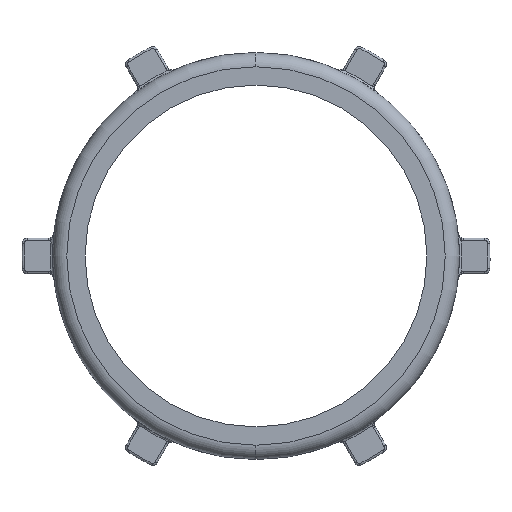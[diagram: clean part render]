
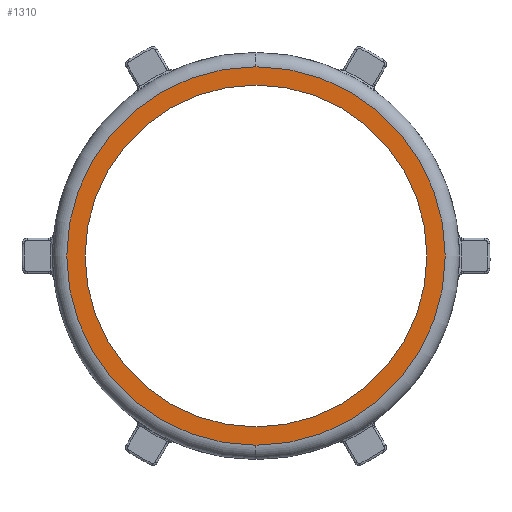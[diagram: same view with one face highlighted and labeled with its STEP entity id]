
A CAD part, left-side view. The second image highlights one B-rep face of the part: STEP entity #1310.
In plain terms, the highlighted planar face has unit normal (-1, 0, 0).
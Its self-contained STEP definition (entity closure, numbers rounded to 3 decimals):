
#93 = CARTESIAN_POINT ( 'NONE',  ( -2.18, 16.8, 0. ) ) ;
#202 = AXIS2_PLACEMENT_3D ( 'NONE', #3944, #3301, #3985 ) ;
#310 = DIRECTION ( 'NONE',  ( -1., 0., 0. ) ) ;
#311 = VERTEX_POINT ( 'NONE', #2428 ) ;
#347 = EDGE_CURVE ( 'NONE', #3116, #3214, #2074, .T. ) ;
#830 = DIRECTION ( 'NONE',  ( 0., 0., 1. ) ) ;
#855 = AXIS2_PLACEMENT_3D ( 'NONE', #4027, #310, #3027 ) ;
#982 = CARTESIAN_POINT ( 'NONE',  ( -2.18, 0., -18.6 ) ) ;
#1024 = EDGE_CURVE ( 'NONE', #1964, #311, #3900, .T. ) ;
#1094 = CARTESIAN_POINT ( 'NONE',  ( -2.18, 0., 0. ) ) ;
#1245 = EDGE_LOOP ( 'NONE', ( #2452, #4208 ) ) ;
#1310 = ADVANCED_FACE ( 'NONE', ( #1509, #4253 ), #4170, .F. ) ;
#1453 = EDGE_CURVE ( 'NONE', #3214, #3116, #2337, .T. ) ;
#1467 = DIRECTION ( 'NONE',  ( 0., 0., -1. ) ) ;
#1509 = FACE_BOUND ( 'NONE', #2512, .T. ) ;
#1634 = AXIS2_PLACEMENT_3D ( 'NONE', #1094, #2786, #2488 ) ;
#1964 = VERTEX_POINT ( 'NONE', #4243 ) ;
#1983 = AXIS2_PLACEMENT_3D ( 'NONE', #2555, #2600, #830 ) ;
#2074 = CIRCLE ( 'NONE', #855, 18.6 ) ;
#2172 = EDGE_CURVE ( 'NONE', #311, #1964, #3142, .T. ) ;
#2337 = CIRCLE ( 'NONE', #202, 18.6 ) ;
#2428 = CARTESIAN_POINT ( 'NONE',  ( -2.18, 0., 16.8 ) ) ;
#2452 = ORIENTED_EDGE ( 'NONE', *, *, #347, .T. ) ;
#2488 = DIRECTION ( 'NONE',  ( 0., 0., 1. ) ) ;
#2512 = EDGE_LOOP ( 'NONE', ( #4131, #4217 ) ) ;
#2555 = CARTESIAN_POINT ( 'NONE',  ( -2.18, 0., 0. ) ) ;
#2600 = DIRECTION ( 'NONE',  ( -1., 0., 0. ) ) ;
#2786 = DIRECTION ( 'NONE',  ( -1., 0., 0. ) ) ;
#2844 = DIRECTION ( 'NONE',  ( 1., 0., 0. ) ) ;
#3027 = DIRECTION ( 'NONE',  ( 0., 0., 1. ) ) ;
#3116 = VERTEX_POINT ( 'NONE', #3244 ) ;
#3123 = AXIS2_PLACEMENT_3D ( 'NONE', #93, #2844, #1467 ) ;
#3142 = CIRCLE ( 'NONE', #1634, 16.8 ) ;
#3214 = VERTEX_POINT ( 'NONE', #982 ) ;
#3244 = CARTESIAN_POINT ( 'NONE',  ( -2.18, 0., 18.6 ) ) ;
#3301 = DIRECTION ( 'NONE',  ( -1., 0., 0. ) ) ;
#3900 = CIRCLE ( 'NONE', #1983, 16.8 ) ;
#3944 = CARTESIAN_POINT ( 'NONE',  ( -2.18, 0., 0. ) ) ;
#3985 = DIRECTION ( 'NONE',  ( 0., 0., 1. ) ) ;
#4027 = CARTESIAN_POINT ( 'NONE',  ( -2.18, 0., 0. ) ) ;
#4131 = ORIENTED_EDGE ( 'NONE', *, *, #2172, .F. ) ;
#4170 = PLANE ( 'NONE',  #3123 ) ;
#4208 = ORIENTED_EDGE ( 'NONE', *, *, #1453, .T. ) ;
#4217 = ORIENTED_EDGE ( 'NONE', *, *, #1024, .F. ) ;
#4243 = CARTESIAN_POINT ( 'NONE',  ( -2.18, 0., -16.8 ) ) ;
#4253 = FACE_OUTER_BOUND ( 'NONE', #1245, .T. ) ;
